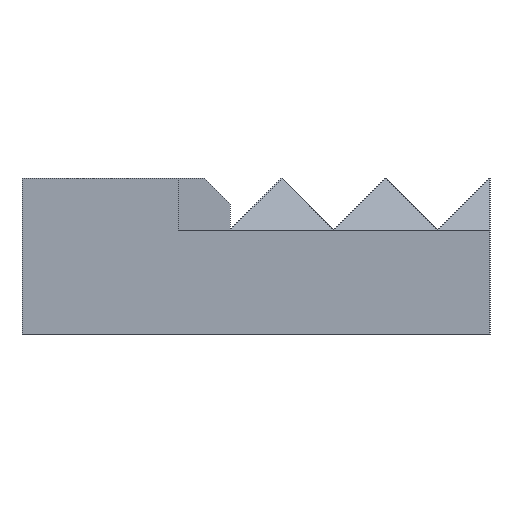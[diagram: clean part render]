
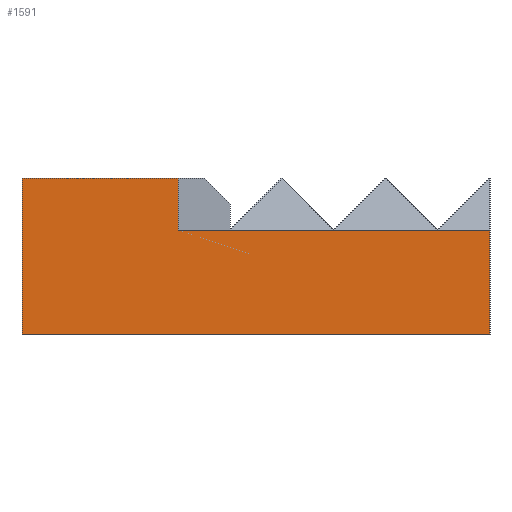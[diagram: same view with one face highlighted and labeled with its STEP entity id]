
A CAD part, left-side view. The second image highlights one B-rep face of the part: STEP entity #1591.
In plain terms, the highlighted planar face has unit normal (-1, 0, 0).
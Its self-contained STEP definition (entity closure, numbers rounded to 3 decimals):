
#164 = CARTESIAN_POINT ( 'NONE',  ( 0., 9., 3. ) ) ;
#176 = LINE ( 'NONE', #1439, #1352 ) ;
#224 = EDGE_CURVE ( 'NONE', #1768, #1903, #1412, .T. ) ;
#256 = EDGE_CURVE ( 'NONE', #725, #495, #766, .T. ) ;
#271 = CARTESIAN_POINT ( 'NONE',  ( 0., 9., 0. ) ) ;
#354 = EDGE_CURVE ( 'NONE', #1903, #725, #2092, .T. ) ;
#495 = VERTEX_POINT ( 'NONE', #2146 ) ;
#562 = CARTESIAN_POINT ( 'NONE',  ( 0., 0., 0. ) ) ;
#596 = VECTOR ( 'NONE', #1454, 1000. ) ;
#616 = CARTESIAN_POINT ( 'NONE',  ( 0., 9., 3. ) ) ;
#725 = VERTEX_POINT ( 'NONE', #1554 ) ;
#766 = LINE ( 'NONE', #2205, #872 ) ;
#807 = PLANE ( 'NONE',  #2368 ) ;
#857 = ORIENTED_EDGE ( 'NONE', *, *, #224, .T. ) ;
#872 = VECTOR ( 'NONE', #1793, 1000. ) ;
#910 = CARTESIAN_POINT ( 'NONE',  ( 0., 9., 0. ) ) ;
#920 = VECTOR ( 'NONE', #2027, 1000. ) ;
#927 = CARTESIAN_POINT ( 'NONE',  ( 0., 0., 0. ) ) ;
#935 = VERTEX_POINT ( 'NONE', #616 ) ;
#1064 = DIRECTION ( 'NONE',  ( 0., 0., 1. ) ) ;
#1214 = VECTOR ( 'NONE', #2702, 1000. ) ;
#1263 = EDGE_CURVE ( 'NONE', #1768, #935, #2070, .T. ) ;
#1352 = VECTOR ( 'NONE', #1064, 1000. ) ;
#1357 = ORIENTED_EDGE ( 'NONE', *, *, #1601, .F. ) ;
#1404 = CARTESIAN_POINT ( 'NONE',  ( 0., 6., 3. ) ) ;
#1412 = LINE ( 'NONE', #271, #920 ) ;
#1416 = EDGE_LOOP ( 'NONE', ( #2467, #1771, #1357, #2025, #857, #2089 ) ) ;
#1439 = CARTESIAN_POINT ( 'NONE',  ( 0., 6., 1. ) ) ;
#1454 = DIRECTION ( 'NONE',  ( 0., -1., 0. ) ) ;
#1554 = CARTESIAN_POINT ( 'NONE',  ( 0., 0., 2. ) ) ;
#1567 = EDGE_CURVE ( 'NONE', #495, #2716, #176, .T. ) ;
#1591 = ADVANCED_FACE ( 'NONE', ( #1666 ), #807, .T. ) ;
#1601 = EDGE_CURVE ( 'NONE', #935, #2716, #2463, .T. ) ;
#1628 = DIRECTION ( 'NONE',  ( 0., 0., 1. ) ) ;
#1649 = DIRECTION ( 'NONE',  ( 0., 0., 1. ) ) ;
#1666 = FACE_OUTER_BOUND ( 'NONE', #1416, .T. ) ;
#1768 = VERTEX_POINT ( 'NONE', #910 ) ;
#1771 = ORIENTED_EDGE ( 'NONE', *, *, #1567, .T. ) ;
#1793 = DIRECTION ( 'NONE',  ( 0., 1., 0. ) ) ;
#1862 = CARTESIAN_POINT ( 'NONE',  ( 0., 9., 0. ) ) ;
#1903 = VERTEX_POINT ( 'NONE', #927 ) ;
#2025 = ORIENTED_EDGE ( 'NONE', *, *, #1263, .F. ) ;
#2027 = DIRECTION ( 'NONE',  ( 0., -1., 0. ) ) ;
#2048 = CARTESIAN_POINT ( 'NONE',  ( 0., 9., 0. ) ) ;
#2070 = LINE ( 'NONE', #1862, #1214 ) ;
#2089 = ORIENTED_EDGE ( 'NONE', *, *, #354, .T. ) ;
#2092 = LINE ( 'NONE', #562, #2275 ) ;
#2146 = CARTESIAN_POINT ( 'NONE',  ( 0., 6., 2. ) ) ;
#2205 = CARTESIAN_POINT ( 'NONE',  ( 0., 4.5, 2. ) ) ;
#2275 = VECTOR ( 'NONE', #1649, 1000. ) ;
#2368 = AXIS2_PLACEMENT_3D ( 'NONE', #2048, #2517, #1628 ) ;
#2463 = LINE ( 'NONE', #164, #596 ) ;
#2467 = ORIENTED_EDGE ( 'NONE', *, *, #256, .T. ) ;
#2517 = DIRECTION ( 'NONE',  ( -1., 0., 0. ) ) ;
#2702 = DIRECTION ( 'NONE',  ( 0., 0., 1. ) ) ;
#2716 = VERTEX_POINT ( 'NONE', #1404 ) ;
